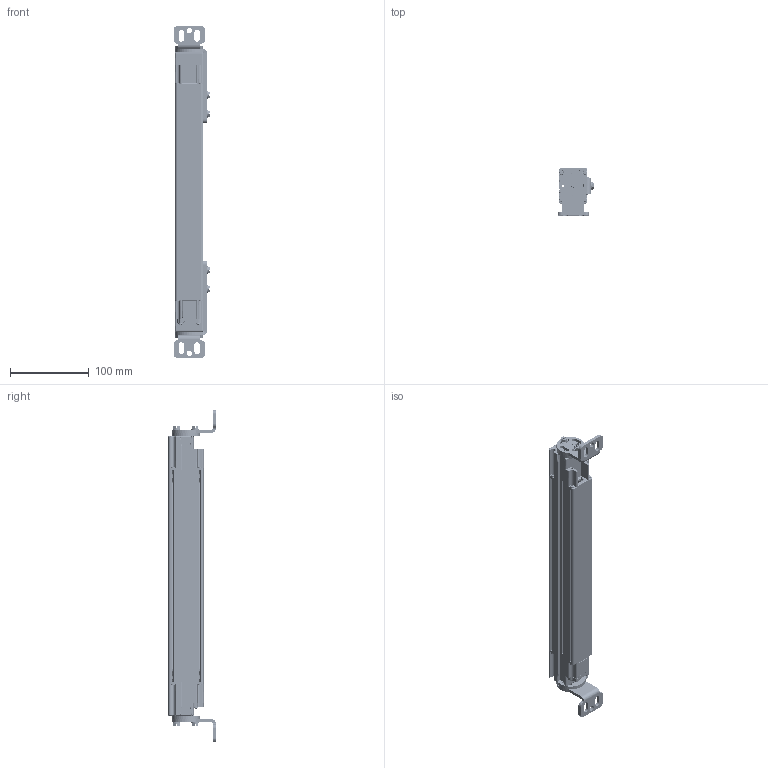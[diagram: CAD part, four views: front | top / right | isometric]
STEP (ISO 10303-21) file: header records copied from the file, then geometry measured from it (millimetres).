
FILE_DESCRIPTION((''),'2;1');
FILE_NAME('192969_ASM','2018-03-05T',('pdmadmin'),('BANNER ENGINEERING'),'CREO PARAMETRIC BY PTC INC, 2016260','CREO PARAMETRIC BY PTC INC, 2016260','');
FILE_SCHEMA(('CONFIG_CONTROL_DESIGN'));
Length unit declared in the file: millimetre
Products named in the file (18): 172741; 168214; 114466; 175610_174120; 174121; 174123; 174122; 175610_ASM; 178805; 178805_SPLINE; 172297_ASSEMBLED; 175513; PEM_PIN_FH-5MM-8; 175513_ASM; 58892; 175514; 175516; 192969_ASM
Assembly tree (36 placements, depth 3):
  192969_ASM
    172741
    168214  x2
    114466  x8
    175610_ASM
      175610_174120
      174121
      174123
      174122  x2
    178805
    178805_SPLINE  x2
    172297_ASSEMBLED  x2
    175513_ASM  x2
      175513
      PEM_PIN_FH-5MM-8
    58892  x4
    175514  x2
    175516  x4
Bounding box: 47 x 60.5 x 422.1 mm (x, y, z)
Volume: 270464.1 mm3; surface area: 196273.2 mm2
Topology: 37 solids, 57 shells, 3666 faces, 9876 edges, 6324 vertices
Faces by surface type: plane 1716, cylinder 1484, bspline 252, torus 86, cone 80, sphere 48
Entity records: 53777 total; most frequent: CARTESIAN_POINT 20813, ORIENTED_EDGE 6916, DIRECTION 6611, EDGE_CURVE 3478, AXIS2_PLACEMENT_3D 2224, VERTEX_POINT 2198, VECTOR 2163, LINE 2163
